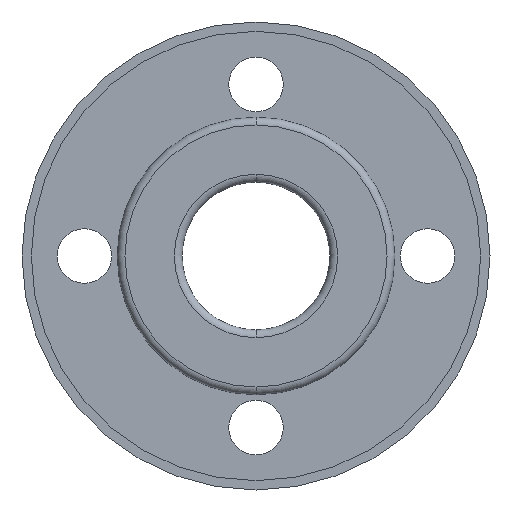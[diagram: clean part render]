
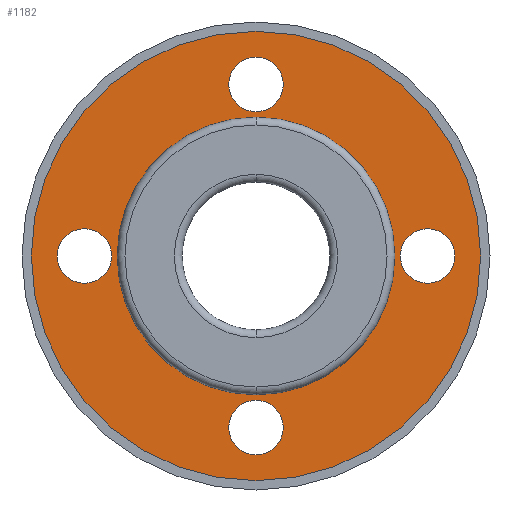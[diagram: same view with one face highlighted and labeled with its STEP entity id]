
A CAD part, front view. The second image highlights one B-rep face of the part: STEP entity #1182.
In plain terms, the highlighted planar face has unit normal (0, -1, 0).
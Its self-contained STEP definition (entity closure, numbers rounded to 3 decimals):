
#4 = CARTESIAN_POINT ( 'NONE',  ( 55., 15.5, 0. ) ) ;
#9 = EDGE_CURVE ( 'NONE', #520, #494, #573, .T. ) ;
#11 = CARTESIAN_POINT ( 'NONE',  ( 0., 15.5, -46.25 ) ) ;
#20 = AXIS2_PLACEMENT_3D ( 'NONE', #770, #354, #682 ) ;
#47 = ORIENTED_EDGE ( 'NONE', *, *, #790, .F. ) ;
#48 = DIRECTION ( 'NONE',  ( 0., -1., 0. ) ) ;
#63 = CARTESIAN_POINT ( 'NONE',  ( 55., 15.5, 0. ) ) ;
#74 = ORIENTED_EDGE ( 'NONE', *, *, #760, .F. ) ;
#80 = VERTEX_POINT ( 'NONE', #213 ) ;
#86 = DIRECTION ( 'NONE',  ( 0., 0., -1. ) ) ;
#95 = AXIS2_PLACEMENT_3D ( 'NONE', #498, #913, #86 ) ;
#97 = AXIS2_PLACEMENT_3D ( 'NONE', #4, #387, #177 ) ;
#112 = CARTESIAN_POINT ( 'NONE',  ( 0., 15.5, 0. ) ) ;
#137 = ORIENTED_EDGE ( 'NONE', *, *, #989, .F. ) ;
#143 = DIRECTION ( 'NONE',  ( 0., 1., 0. ) ) ;
#150 = ORIENTED_EDGE ( 'NONE', *, *, #767, .F. ) ;
#155 = DIRECTION ( 'NONE',  ( 0., 0., 1. ) ) ;
#169 = CARTESIAN_POINT ( 'NONE',  ( -55., 15.5, 0. ) ) ;
#175 = EDGE_CURVE ( 'NONE', #389, #264, #533, .T. ) ;
#177 = DIRECTION ( 'NONE',  ( 1., 0., 0. ) ) ;
#182 = EDGE_CURVE ( 'NONE', #1004, #593, #877, .T. ) ;
#191 = EDGE_LOOP ( 'NONE', ( #631, #137 ) ) ;
#197 = VERTEX_POINT ( 'NONE', #675 ) ;
#199 = CIRCLE ( 'NONE', #937, 72. ) ;
#201 = CARTESIAN_POINT ( 'NONE',  ( -63.75, 15.5, 0. ) ) ;
#213 = CARTESIAN_POINT ( 'NONE',  ( 63.75, 15.5, 0. ) ) ;
#252 = DIRECTION ( 'NONE',  ( 0., 0., 1. ) ) ;
#255 = DIRECTION ( 'NONE',  ( 0., -1., 0. ) ) ;
#259 = DIRECTION ( 'NONE',  ( 0., 1., 0. ) ) ;
#261 = FACE_BOUND ( 'NONE', #485, .T. ) ;
#264 = VERTEX_POINT ( 'NONE', #559 ) ;
#265 = DIRECTION ( 'NONE',  ( 0., 0., 1. ) ) ;
#278 = EDGE_CURVE ( 'NONE', #475, #197, #1131, .T. ) ;
#282 = FACE_BOUND ( 'NONE', #963, .T. ) ;
#288 = AXIS2_PLACEMENT_3D ( 'NONE', #169, #1095, #375 ) ;
#312 = AXIS2_PLACEMENT_3D ( 'NONE', #63, #48, #883 ) ;
#336 = CARTESIAN_POINT ( 'NONE',  ( 0., 15.5, 46.25 ) ) ;
#354 = DIRECTION ( 'NONE',  ( 0., -1., 0. ) ) ;
#369 = DIRECTION ( 'NONE',  ( 0., 0., 1. ) ) ;
#375 = DIRECTION ( 'NONE',  ( -1., 0., 0. ) ) ;
#379 = DIRECTION ( 'NONE',  ( 0., 0., -1. ) ) ;
#387 = DIRECTION ( 'NONE',  ( 0., -1., 0. ) ) ;
#389 = VERTEX_POINT ( 'NONE', #201 ) ;
#395 = CIRCLE ( 'NONE', #1327, 8.75 ) ;
#418 = VERTEX_POINT ( 'NONE', #1014 ) ;
#449 = CARTESIAN_POINT ( 'NONE',  ( 0., 15.5, 0. ) ) ;
#464 = CARTESIAN_POINT ( 'NONE',  ( 0., 15.5, 55. ) ) ;
#467 = CARTESIAN_POINT ( 'NONE',  ( 0., 15.5, 55. ) ) ;
#473 = FACE_BOUND ( 'NONE', #582, .T. ) ;
#474 = ORIENTED_EDGE ( 'NONE', *, *, #175, .F. ) ;
#475 = VERTEX_POINT ( 'NONE', #336 ) ;
#485 = EDGE_LOOP ( 'NONE', ( #972, #1150 ) ) ;
#494 = VERTEX_POINT ( 'NONE', #822 ) ;
#498 = CARTESIAN_POINT ( 'NONE',  ( 0., 15.5, -55. ) ) ;
#502 = AXIS2_PLACEMENT_3D ( 'NONE', #1294, #255, #379 ) ;
#520 = VERTEX_POINT ( 'NONE', #838 ) ;
#533 = CIRCLE ( 'NONE', #20, 8.75 ) ;
#546 = CIRCLE ( 'NONE', #1209, 72. ) ;
#559 = CARTESIAN_POINT ( 'NONE',  ( -46.25, 15.5, 0. ) ) ;
#571 = CARTESIAN_POINT ( 'NONE',  ( 0., 15.5, 0. ) ) ;
#573 = CIRCLE ( 'NONE', #1072, 44.5 ) ;
#574 = DIRECTION ( 'NONE',  ( 0., 0., -1. ) ) ;
#582 = EDGE_LOOP ( 'NONE', ( #1093, #596 ) ) ;
#593 = VERTEX_POINT ( 'NONE', #11 ) ;
#596 = ORIENTED_EDGE ( 'NONE', *, *, #278, .F. ) ;
#631 = ORIENTED_EDGE ( 'NONE', *, *, #182, .F. ) ;
#649 = EDGE_CURVE ( 'NONE', #80, #807, #1208, .T. ) ;
#675 = CARTESIAN_POINT ( 'NONE',  ( 0., 15.5, 63.75 ) ) ;
#682 = DIRECTION ( 'NONE',  ( -1., 0., 0. ) ) ;
#683 = FACE_OUTER_BOUND ( 'NONE', #789, .T. ) ;
#689 = EDGE_CURVE ( 'NONE', #197, #475, #395, .T. ) ;
#715 = ORIENTED_EDGE ( 'NONE', *, *, #1241, .F. ) ;
#744 = CIRCLE ( 'NONE', #95, 8.75 ) ;
#750 = EDGE_CURVE ( 'NONE', #494, #520, #997, .T. ) ;
#760 = EDGE_CURVE ( 'NONE', #1076, #418, #199, .T. ) ;
#767 = EDGE_CURVE ( 'NONE', #418, #1076, #546, .T. ) ;
#770 = CARTESIAN_POINT ( 'NONE',  ( -55., 15.5, 0. ) ) ;
#789 = EDGE_LOOP ( 'NONE', ( #74, #150 ) ) ;
#790 = EDGE_CURVE ( 'NONE', #264, #389, #1234, .T. ) ;
#807 = VERTEX_POINT ( 'NONE', #1302 ) ;
#822 = CARTESIAN_POINT ( 'NONE',  ( 0., 15.5, 44.5 ) ) ;
#826 = CARTESIAN_POINT ( 'NONE',  ( 0., 15.5, -63.75 ) ) ;
#838 = CARTESIAN_POINT ( 'NONE',  ( 0., 15.5, -44.5 ) ) ;
#840 = CARTESIAN_POINT ( 'NONE',  ( 0., 15.5, 72. ) ) ;
#862 = CARTESIAN_POINT ( 'NONE',  ( 0., 15.5, -55. ) ) ;
#877 = CIRCLE ( 'NONE', #1290, 8.75 ) ;
#878 = DIRECTION ( 'NONE',  ( 0., 0., 1. ) ) ;
#879 = DIRECTION ( 'NONE',  ( 0., -1., 0. ) ) ;
#883 = DIRECTION ( 'NONE',  ( 1., 0., 0. ) ) ;
#913 = DIRECTION ( 'NONE',  ( 0., -1., 0. ) ) ;
#927 = DIRECTION ( 'NONE',  ( 0., 1., 0. ) ) ;
#937 = AXIS2_PLACEMENT_3D ( 'NONE', #571, #1162, #265 ) ;
#958 = DIRECTION ( 'NONE',  ( 0., -1., 0. ) ) ;
#963 = EDGE_LOOP ( 'NONE', ( #1183, #715 ) ) ;
#971 = FACE_BOUND ( 'NONE', #1018, .T. ) ;
#972 = ORIENTED_EDGE ( 'NONE', *, *, #750, .T. ) ;
#985 = DIRECTION ( 'NONE',  ( 0., -1., 0. ) ) ;
#989 = EDGE_CURVE ( 'NONE', #593, #1004, #744, .T. ) ;
#997 = CIRCLE ( 'NONE', #1187, 44.5 ) ;
#1004 = VERTEX_POINT ( 'NONE', #826 ) ;
#1014 = CARTESIAN_POINT ( 'NONE',  ( 0., 15.5, -72. ) ) ;
#1018 = EDGE_LOOP ( 'NONE', ( #474, #47 ) ) ;
#1072 = AXIS2_PLACEMENT_3D ( 'NONE', #112, #927, #1205 ) ;
#1076 = VERTEX_POINT ( 'NONE', #840 ) ;
#1093 = ORIENTED_EDGE ( 'NONE', *, *, #689, .F. ) ;
#1095 = DIRECTION ( 'NONE',  ( 0., -1., 0. ) ) ;
#1131 = CIRCLE ( 'NONE', #1240, 8.75 ) ;
#1150 = ORIENTED_EDGE ( 'NONE', *, *, #9, .T. ) ;
#1162 = DIRECTION ( 'NONE',  ( 0., 1., 0. ) ) ;
#1175 = CARTESIAN_POINT ( 'NONE',  ( 0., 15.5, 0. ) ) ;
#1182 = ADVANCED_FACE ( 'NONE', ( #971, #473, #282, #1190, #261, #683 ), #1304, .T. ) ;
#1183 = ORIENTED_EDGE ( 'NONE', *, *, #649, .F. ) ;
#1185 = CIRCLE ( 'NONE', #97, 8.75 ) ;
#1187 = AXIS2_PLACEMENT_3D ( 'NONE', #449, #143, #878 ) ;
#1190 = FACE_BOUND ( 'NONE', #191, .T. ) ;
#1205 = DIRECTION ( 'NONE',  ( 0., 0., 1. ) ) ;
#1208 = CIRCLE ( 'NONE', #312, 8.75 ) ;
#1209 = AXIS2_PLACEMENT_3D ( 'NONE', #1175, #259, #155 ) ;
#1234 = CIRCLE ( 'NONE', #288, 8.75 ) ;
#1240 = AXIS2_PLACEMENT_3D ( 'NONE', #467, #879, #369 ) ;
#1241 = EDGE_CURVE ( 'NONE', #807, #80, #1185, .T. ) ;
#1290 = AXIS2_PLACEMENT_3D ( 'NONE', #862, #985, #574 ) ;
#1294 = CARTESIAN_POINT ( 'NONE',  ( 0., 15.5, 0. ) ) ;
#1302 = CARTESIAN_POINT ( 'NONE',  ( 46.25, 15.5, 0. ) ) ;
#1304 = PLANE ( 'NONE',  #502 ) ;
#1327 = AXIS2_PLACEMENT_3D ( 'NONE', #464, #958, #252 ) ;
